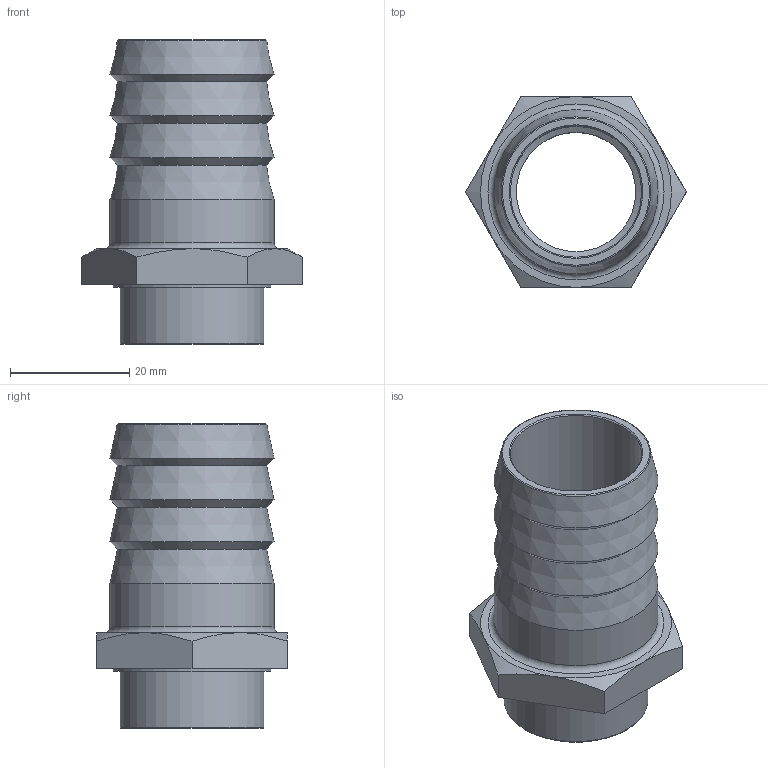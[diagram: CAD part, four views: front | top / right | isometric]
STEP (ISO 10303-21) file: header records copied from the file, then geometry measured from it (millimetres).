
FILE_DESCRIPTION(( 'RA.30.25.34.STP' ), '1');
FILE_NAME( 'RA.30.25.34.STP', '2018-10-11T14:30:02',( 'Sopra'),('sopra-pneumatic.com'), 'SwSTEP 2.0','SolidWorks 2009','' );
FILE_SCHEMA (('AUTOMOTIVE_DESIGN { 1 0 10303 214 1 1 1 1 }'));
Length unit declared in the file: millimetre
Bounding box: 36.95 x 32 x 51 mm (x, y, z)
Volume: 10754.6 mm3; surface area: 8873.3 mm2
Topology: 1 solids, 1 shells, 35 faces, 76 edges, 46 vertices
Faces by surface type: cone 17, plane 11, cylinder 5, torus 2
Full cylindrical faces by diameter (mm): 20 x1, 22 x1, 24.117 x1, 26.441 x1, 27.5 x1
Entity records: 1356 total; most frequent: DIRECTION 162, CARTESIAN_POINT 127, PRESENTATION_STYLE_ASSIGNMENT 105, COLOUR_RGB 105, DRAUGHTING_PRE_DEFINED_CURVE_FONT 104, CURVE_STYLE 104, OVER_RIDING_STYLED_ITEM 104, ORIENTED_EDGE 104
